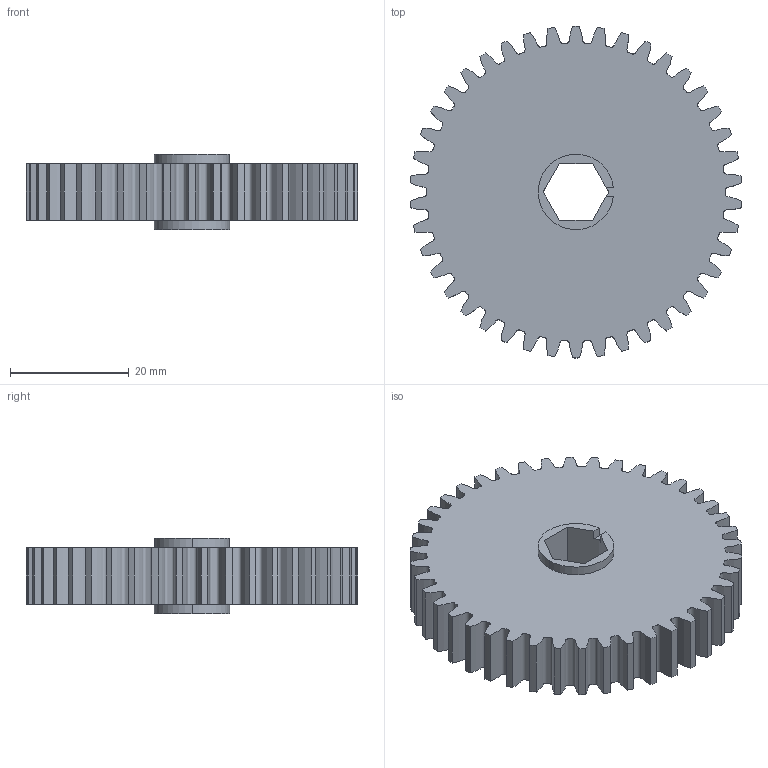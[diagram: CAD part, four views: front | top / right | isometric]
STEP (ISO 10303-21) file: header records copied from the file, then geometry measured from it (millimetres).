
FILE_DESCRIPTION (( 'STEP AP214' ), '1' );
FILE_NAME ('WCP-0694 Rev1.step', '2022-11-24T01:47:22', ( '' ), ( '' ), 'SwSTEP 2.0', 'SolidWorks 2020', '' );
FILE_SCHEMA (( 'AUTOMOTIVE_DESIGN' ));
Length unit declared in the file: inch
Products named in the file (1): WCP-0694 Rev1
Bounding box: 55.8 x 55.88 x 12.65 mm (x, y, z)
Volume: 21217.3 mm3; surface area: 8054.5 mm2
Topology: 1 solids, 1 shells, 100 faces, 291 edges, 194 vertices
Faces by surface type: cylinder 46, bspline 42, plane 12
Entity records: 16895 total; most frequent: CARTESIAN_POINT 14404, ORIENTED_EDGE 582, DIRECTION 417, EDGE_CURVE 291, VERTEX_POINT 194, AXIS2_PLACEMENT_3D 151, LINE 115, VECTOR 115
